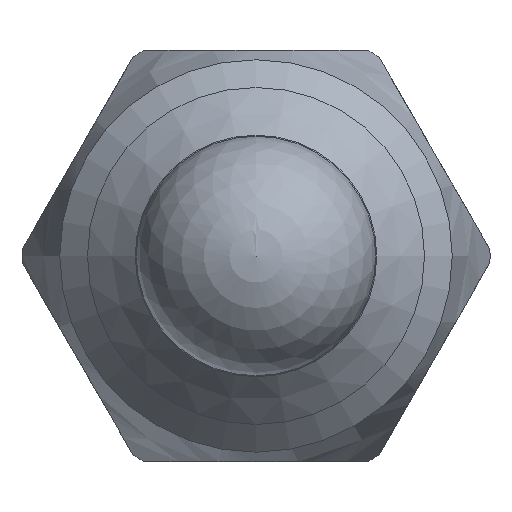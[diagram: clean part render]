
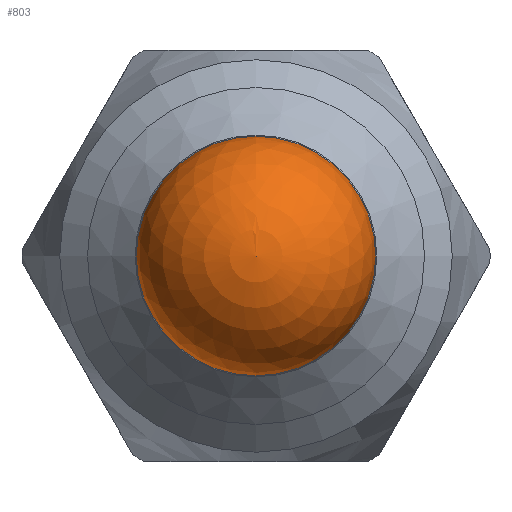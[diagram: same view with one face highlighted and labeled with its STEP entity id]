
A CAD part, front view. The second image highlights one B-rep face of the part: STEP entity #803.
In plain terms, the highlighted spherical face has radius 6.4 mm.
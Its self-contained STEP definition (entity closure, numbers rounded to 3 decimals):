
#19=SPHERICAL_SURFACE('',#924,6.4);
#95=FACE_OUTER_BOUND('',#146,.T.);
#146=EDGE_LOOP('',(#672,#673,#674,#675));
#276=CIRCLE('',#925,6.4);
#277=CIRCLE('',#926,6.4);
#278=CIRCLE('',#927,6.4);
#354=VERTEX_POINT('',#1428);
#355=VERTEX_POINT('',#1429);
#356=VERTEX_POINT('',#1432);
#462=EDGE_CURVE('',#354,#355,#276,.T.);
#463=EDGE_CURVE('',#355,#354,#277,.T.);
#464=EDGE_CURVE('',#355,#356,#278,.T.);
#672=ORIENTED_EDGE('',*,*,#462,.F.);
#673=ORIENTED_EDGE('',*,*,#463,.F.);
#674=ORIENTED_EDGE('',*,*,#464,.T.);
#675=ORIENTED_EDGE('',*,*,#464,.F.);
#803=ADVANCED_FACE('',(#95),#19,.T.);
#924=AXIS2_PLACEMENT_3D('',#1427,#1163,#1164);
#925=AXIS2_PLACEMENT_3D('',#1430,#1165,#1166);
#926=AXIS2_PLACEMENT_3D('',#1431,#1167,#1168);
#927=AXIS2_PLACEMENT_3D('',#1433,#1169,#1170);
#1163=DIRECTION('center_axis',(0.,1.,0.));
#1164=DIRECTION('ref_axis',(0.,0.,-1.));
#1165=DIRECTION('center_axis',(0.,1.,0.));
#1166=DIRECTION('ref_axis',(1.,0.,0.));
#1167=DIRECTION('center_axis',(0.,1.,0.));
#1168=DIRECTION('ref_axis',(1.,0.,0.));
#1169=DIRECTION('center_axis',(1.,0.,0.));
#1170=DIRECTION('ref_axis',(0.,0.,1.));
#1427=CARTESIAN_POINT('Origin',(0.,-7.4,0.));
#1428=CARTESIAN_POINT('',(-6.4,-7.4,0.));
#1429=CARTESIAN_POINT('',(0.,-7.4,6.4));
#1430=CARTESIAN_POINT('Origin',(0.,-7.4,0.));
#1431=CARTESIAN_POINT('Origin',(0.,-7.4,0.));
#1432=CARTESIAN_POINT('',(0.,-13.8,0.));
#1433=CARTESIAN_POINT('Origin',(0.,-7.4,0.));
